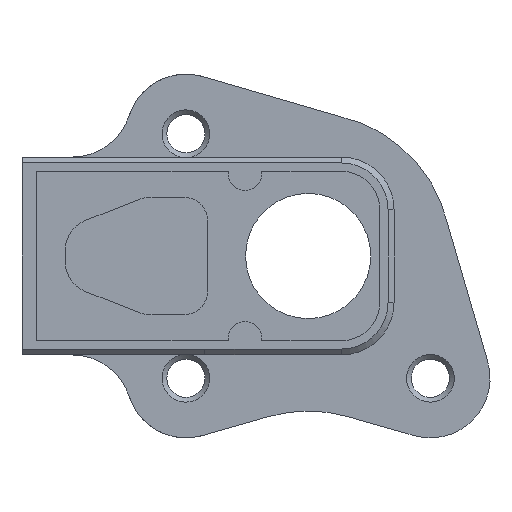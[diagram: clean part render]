
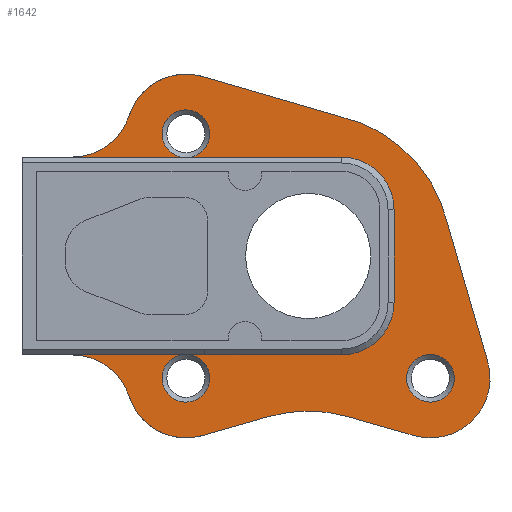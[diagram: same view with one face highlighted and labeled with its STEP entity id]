
A CAD part, front view. The second image highlights one B-rep face of the part: STEP entity #1642.
In plain terms, the highlighted planar face has unit normal (0, -1, 0).
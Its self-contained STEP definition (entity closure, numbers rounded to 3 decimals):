
#91=LINE('',#2486,#254);
#159=LINE('',#2682,#322);
#160=LINE('',#2688,#323);
#161=LINE('',#2692,#324);
#162=LINE('',#2696,#325);
#163=LINE('',#2700,#326);
#164=LINE('',#2706,#327);
#165=LINE('',#2712,#328);
#166=LINE('',#2717,#329);
#167=LINE('',#2718,#330);
#254=VECTOR('',#1981,10.);
#322=VECTOR('',#2151,10.);
#323=VECTOR('',#2156,10.);
#324=VECTOR('',#2159,10.);
#325=VECTOR('',#2162,10.);
#326=VECTOR('',#2165,10.);
#327=VECTOR('',#2170,10.);
#328=VECTOR('',#2175,10.);
#329=VECTOR('',#2180,10.);
#330=VECTOR('',#2181,10.);
#395=FACE_BOUND('',#540,.T.);
#440=FACE_OUTER_BOUND('',#539,.T.);
#539=EDGE_LOOP('',(#1280,#1281,#1282,#1283,#1284,#1285,#1286,#1287,#1288,
#1289,#1290,#1291,#1292,#1293,#1294,#1295,#1296,#1297,#1298,#1299,#1300,
#1301));
#540=EDGE_LOOP('',(#1302));
#639=CIRCLE('',#1788,2.);
#641=CIRCLE('',#1792,2.);
#643=CIRCLE('',#1796,5.);
#644=CIRCLE('',#1797,5.);
#645=CIRCLE('',#1798,12.);
#646=CIRCLE('',#1799,5.);
#647=CIRCLE('',#1800,12.);
#648=CIRCLE('',#1801,5.);
#649=CIRCLE('',#1802,5.);
#650=CIRCLE('',#1803,2.);
#651=CIRCLE('',#1804,2.);
#652=CIRCLE('',#1805,4.401);
#653=CIRCLE('',#1806,4.401);
#712=VERTEX_POINT('',#2483);
#713=VERTEX_POINT('',#2485);
#778=VERTEX_POINT('',#2657);
#780=VERTEX_POINT('',#2662);
#782=VERTEX_POINT('',#2673);
#784=VERTEX_POINT('',#2681);
#785=VERTEX_POINT('',#2683);
#786=VERTEX_POINT('',#2685);
#787=VERTEX_POINT('',#2687);
#788=VERTEX_POINT('',#2689);
#789=VERTEX_POINT('',#2691);
#790=VERTEX_POINT('',#2693);
#791=VERTEX_POINT('',#2695);
#792=VERTEX_POINT('',#2697);
#793=VERTEX_POINT('',#2699);
#794=VERTEX_POINT('',#2701);
#795=VERTEX_POINT('',#2703);
#796=VERTEX_POINT('',#2705);
#797=VERTEX_POINT('',#2707);
#798=VERTEX_POINT('',#2709);
#799=VERTEX_POINT('',#2711);
#800=VERTEX_POINT('',#2714);
#801=VERTEX_POINT('',#2716);
#878=EDGE_CURVE('',#713,#712,#91,.T.);
#965=EDGE_CURVE('',#778,#780,#639,.T.);
#970=EDGE_CURVE('',#782,#782,#641,.T.);
#974=EDGE_CURVE('',#778,#784,#159,.T.);
#975=EDGE_CURVE('',#785,#784,#643,.T.);
#976=EDGE_CURVE('',#785,#786,#644,.T.);
#977=EDGE_CURVE('',#786,#787,#160,.T.);
#978=EDGE_CURVE('',#787,#788,#645,.T.);
#979=EDGE_CURVE('',#788,#789,#161,.T.);
#980=EDGE_CURVE('',#789,#790,#646,.T.);
#981=EDGE_CURVE('',#790,#791,#162,.T.);
#982=EDGE_CURVE('',#791,#792,#647,.T.);
#983=EDGE_CURVE('',#792,#793,#163,.T.);
#984=EDGE_CURVE('',#793,#794,#648,.T.);
#985=EDGE_CURVE('',#795,#794,#649,.T.);
#986=EDGE_CURVE('',#795,#796,#164,.T.);
#987=EDGE_CURVE('',#797,#796,#650,.T.);
#988=EDGE_CURVE('',#798,#797,#651,.T.);
#989=EDGE_CURVE('',#798,#799,#165,.T.);
#990=EDGE_CURVE('',#799,#713,#652,.T.);
#991=EDGE_CURVE('',#712,#800,#653,.T.);
#992=EDGE_CURVE('',#800,#801,#166,.T.);
#993=EDGE_CURVE('',#801,#780,#167,.T.);
#1280=ORIENTED_EDGE('',*,*,#965,.F.);
#1281=ORIENTED_EDGE('',*,*,#974,.T.);
#1282=ORIENTED_EDGE('',*,*,#975,.F.);
#1283=ORIENTED_EDGE('',*,*,#976,.T.);
#1284=ORIENTED_EDGE('',*,*,#977,.T.);
#1285=ORIENTED_EDGE('',*,*,#978,.T.);
#1286=ORIENTED_EDGE('',*,*,#979,.T.);
#1287=ORIENTED_EDGE('',*,*,#980,.T.);
#1288=ORIENTED_EDGE('',*,*,#981,.T.);
#1289=ORIENTED_EDGE('',*,*,#982,.T.);
#1290=ORIENTED_EDGE('',*,*,#983,.T.);
#1291=ORIENTED_EDGE('',*,*,#984,.T.);
#1292=ORIENTED_EDGE('',*,*,#985,.F.);
#1293=ORIENTED_EDGE('',*,*,#986,.T.);
#1294=ORIENTED_EDGE('',*,*,#987,.F.);
#1295=ORIENTED_EDGE('',*,*,#988,.F.);
#1296=ORIENTED_EDGE('',*,*,#989,.T.);
#1297=ORIENTED_EDGE('',*,*,#990,.T.);
#1298=ORIENTED_EDGE('',*,*,#878,.T.);
#1299=ORIENTED_EDGE('',*,*,#991,.T.);
#1300=ORIENTED_EDGE('',*,*,#992,.T.);
#1301=ORIENTED_EDGE('',*,*,#993,.T.);
#1302=ORIENTED_EDGE('',*,*,#970,.F.);
#1577=PLANE('',#1795);
#1642=ADVANCED_FACE('',(#440,#395),#1577,.T.);
#1788=AXIS2_PLACEMENT_3D('',#2663,#2131,#2132);
#1792=AXIS2_PLACEMENT_3D('',#2674,#2141,#2142);
#1795=AXIS2_PLACEMENT_3D('',#2680,#2149,#2150);
#1796=AXIS2_PLACEMENT_3D('',#2684,#2152,#2153);
#1797=AXIS2_PLACEMENT_3D('',#2686,#2154,#2155);
#1798=AXIS2_PLACEMENT_3D('',#2690,#2157,#2158);
#1799=AXIS2_PLACEMENT_3D('',#2694,#2160,#2161);
#1800=AXIS2_PLACEMENT_3D('',#2698,#2163,#2164);
#1801=AXIS2_PLACEMENT_3D('',#2702,#2166,#2167);
#1802=AXIS2_PLACEMENT_3D('',#2704,#2168,#2169);
#1803=AXIS2_PLACEMENT_3D('',#2708,#2171,#2172);
#1804=AXIS2_PLACEMENT_3D('',#2710,#2173,#2174);
#1805=AXIS2_PLACEMENT_3D('',#2713,#2176,#2177);
#1806=AXIS2_PLACEMENT_3D('',#2715,#2178,#2179);
#1981=DIRECTION('',(0.,0.,-1.));
#2131=DIRECTION('center_axis',(0.,-1.,0.));
#2132=DIRECTION('ref_axis',(0.,0.,-1.));
#2141=DIRECTION('center_axis',(0.,-1.,0.));
#2142=DIRECTION('ref_axis',(0.,0.,-1.));
#2149=DIRECTION('center_axis',(0.,-1.,0.));
#2150=DIRECTION('ref_axis',(1.,0.,0.));
#2151=DIRECTION('',(-1.,0.,0.));
#2152=DIRECTION('center_axis',(0.,-1.,0.));
#2153=DIRECTION('ref_axis',(0.952,0.,0.305));
#2154=DIRECTION('center_axis',(0.,-1.,0.));
#2155=DIRECTION('ref_axis',(-0.961,0.,0.275));
#2156=DIRECTION('',(0.961,0.,0.275));
#2157=DIRECTION('center_axis',(0.,1.,0.));
#2158=DIRECTION('ref_axis',(0.275,0.,0.961));
#2159=DIRECTION('',(0.961,0.,-0.275));
#2160=DIRECTION('center_axis',(0.,-1.,0.));
#2161=DIRECTION('ref_axis',(-0.275,0.,-0.961));
#2162=DIRECTION('',(-0.28,0.,0.96));
#2163=DIRECTION('center_axis',(0.,-1.,0.));
#2164=DIRECTION('ref_axis',(0.975,0.,0.22));
#2165=DIRECTION('',(-0.96,0.,0.28));
#2166=DIRECTION('center_axis',(0.,-1.,0.));
#2167=DIRECTION('ref_axis',(0.275,0.,0.961));
#2168=DIRECTION('center_axis',(0.,-1.,0.));
#2169=DIRECTION('ref_axis',(0.,0.,-1.));
#2170=DIRECTION('',(1.,0.,0.));
#2171=DIRECTION('center_axis',(0.,-1.,0.));
#2172=DIRECTION('ref_axis',(0.,0.,-1.));
#2173=DIRECTION('center_axis',(0.,-1.,0.));
#2174=DIRECTION('ref_axis',(0.,0.,-1.));
#2175=DIRECTION('',(1.,0.,0.));
#2176=DIRECTION('center_axis',(0.,1.,0.));
#2177=DIRECTION('ref_axis',(1.,0.,0.));
#2178=DIRECTION('center_axis',(0.,1.,0.));
#2179=DIRECTION('ref_axis',(0.,0.,-1.));
#2180=DIRECTION('',(-1.,0.,0.));
#2181=DIRECTION('',(-1.,0.,0.));
#2483=CARTESIAN_POINT('',(7.2,-3.2,-3.899));
#2485=CARTESIAN_POINT('',(7.2,-3.2,3.899));
#2486=CARTESIAN_POINT('',(7.2,-3.2,-1.949));
#2657=CARTESIAN_POINT('',(-10.684,-3.2,-8.3));
#2662=CARTESIAN_POINT('',(-9.822,-3.2,-8.3));
#2663=CARTESIAN_POINT('Origin',(-10.253,-3.2,-10.253));
#2673=CARTESIAN_POINT('',(10.253,-3.2,-8.253));
#2674=CARTESIAN_POINT('Origin',(10.253,-3.2,-10.253));
#2680=CARTESIAN_POINT('Origin',(0.,-3.2,0.));
#2681=CARTESIAN_POINT('',(-19.778,-3.2,-8.3));
#2682=CARTESIAN_POINT('',(-12.,-3.2,-8.3));
#2683=CARTESIAN_POINT('',(-15.015,-3.2,-11.777));
#2684=CARTESIAN_POINT('Origin',(-19.778,-3.2,-13.3));
#2685=CARTESIAN_POINT('',(-8.876,-3.2,-15.06));
#2686=CARTESIAN_POINT('Origin',(-10.253,-3.2,-10.253));
#2687=CARTESIAN_POINT('',(-3.304,-3.2,-13.464));
#2688=CARTESIAN_POINT('',(-8.876,-3.2,-15.06));
#2689=CARTESIAN_POINT('',(3.304,-3.2,-13.464));
#2690=CARTESIAN_POINT('Origin',(0.,-3.2,-25.));
#2691=CARTESIAN_POINT('',(8.876,-3.2,-15.06));
#2692=CARTESIAN_POINT('',(3.304,-3.2,-13.464));
#2693=CARTESIAN_POINT('',(15.06,-3.2,-8.876));
#2694=CARTESIAN_POINT('Origin',(10.253,-3.2,-10.253));
#2695=CARTESIAN_POINT('',(11.705,-3.2,2.645));
#2696=CARTESIAN_POINT('',(15.06,-3.2,-8.876));
#2697=CARTESIAN_POINT('',(2.645,-3.2,11.705));
#2698=CARTESIAN_POINT('Origin',(0.,-3.2,0.));
#2699=CARTESIAN_POINT('',(-8.876,-3.2,15.06));
#2700=CARTESIAN_POINT('',(2.645,-3.2,11.705));
#2701=CARTESIAN_POINT('',(-15.015,-3.2,11.777));
#2702=CARTESIAN_POINT('Origin',(-10.253,-3.2,10.253));
#2703=CARTESIAN_POINT('',(-19.778,-3.2,8.3));
#2704=CARTESIAN_POINT('Origin',(-19.778,-3.2,13.3));
#2705=CARTESIAN_POINT('',(-10.684,-3.2,8.3));
#2706=CARTESIAN_POINT('',(1.399,-3.2,8.3));
#2707=CARTESIAN_POINT('',(-10.253,-3.2,12.253));
#2708=CARTESIAN_POINT('Origin',(-10.253,-3.2,10.253));
#2709=CARTESIAN_POINT('',(-9.822,-3.2,8.3));
#2710=CARTESIAN_POINT('Origin',(-10.253,-3.2,10.253));
#2711=CARTESIAN_POINT('',(2.799,-3.2,8.3));
#2712=CARTESIAN_POINT('',(1.399,-3.2,8.3));
#2713=CARTESIAN_POINT('Origin',(2.799,-3.2,3.899));
#2714=CARTESIAN_POINT('',(2.799,-3.2,-8.3));
#2715=CARTESIAN_POINT('Origin',(2.799,-3.2,-3.899));
#2716=CARTESIAN_POINT('',(-8.667,-3.2,-8.3));
#2717=CARTESIAN_POINT('',(-4.333,-3.2,-8.3));
#2718=CARTESIAN_POINT('',(-12.,-3.2,-8.3));
